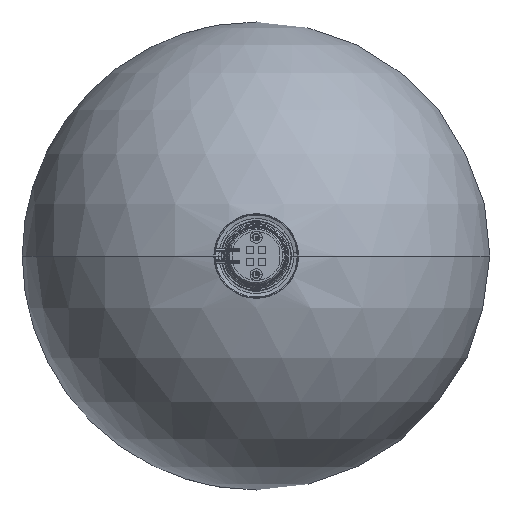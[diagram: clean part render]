
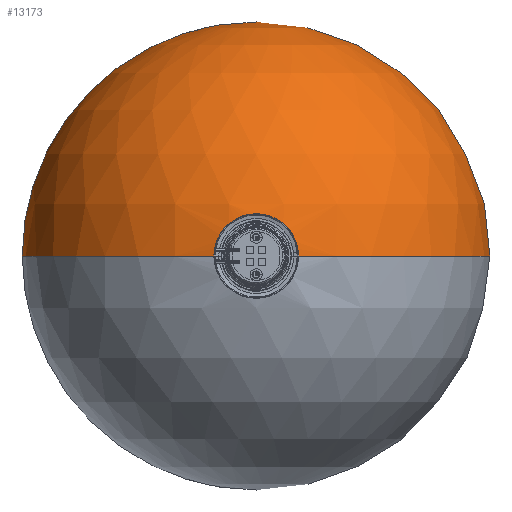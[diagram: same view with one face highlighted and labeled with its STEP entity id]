
A CAD part, front view. The second image highlights one B-rep face of the part: STEP entity #13173.
In plain terms, the highlighted spherical face has radius 100 mm.
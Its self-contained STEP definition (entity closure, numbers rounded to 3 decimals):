
#199 = CARTESIAN_POINT ( 'NONE',  ( 0., 0., 0. ) ) ;
#478 = AXIS2_PLACEMENT_3D ( 'NONE', #1098, #1264, #1211 ) ;
#578 = DIRECTION ( 'NONE',  ( 0., 0., -1. ) ) ;
#629 = DIRECTION ( 'NONE',  ( 0., 0., -1. ) ) ;
#653 = CIRCLE ( 'NONE', #14344, 13.636 ) ;
#686 = FACE_OUTER_BOUND ( 'NONE', #7348, .T. ) ;
#1098 = CARTESIAN_POINT ( 'NONE',  ( 0., -98.35, 0. ) ) ;
#1206 = CIRCLE ( 'NONE', #478, 18.09 ) ;
#1211 = DIRECTION ( 'NONE',  ( 0., 0., 1. ) ) ;
#1264 = DIRECTION ( 'NONE',  ( 0., 1., 0. ) ) ;
#1273 = CARTESIAN_POINT ( 'NONE',  ( 18.09, -98.35, 0. ) ) ;
#1422 = CIRCLE ( 'NONE', #1802, 13.636 ) ;
#1516 = CARTESIAN_POINT ( 'NONE',  ( 0., 99.066, 0. ) ) ;
#1802 = AXIS2_PLACEMENT_3D ( 'NONE', #1516, #5268, #5158 ) ;
#1954 = CARTESIAN_POINT ( 'NONE',  ( 13.636, 99.066, 0. ) ) ;
#2187 = EDGE_CURVE ( 'NONE', #6437, #7016, #14625, .T. ) ;
#2609 = AXIS2_PLACEMENT_3D ( 'NONE', #4570, #629, #13401 ) ;
#2842 = ORIENTED_EDGE ( 'NONE', *, *, #2187, .T. ) ;
#2924 = VERTEX_POINT ( 'NONE', #1273 ) ;
#3051 = SPHERICAL_SURFACE ( 'NONE', #2609, 100. ) ;
#3595 = EDGE_CURVE ( 'NONE', #8290, #12593, #1422, .T. ) ;
#4460 = DIRECTION ( 'NONE',  ( 0., -1., 0. ) ) ;
#4543 = DIRECTION ( 'NONE',  ( 0., 0., 1. ) ) ;
#4570 = CARTESIAN_POINT ( 'NONE',  ( 0., 0., 0. ) ) ;
#5124 = AXIS2_PLACEMENT_3D ( 'NONE', #199, #11389, #10178 ) ;
#5158 = DIRECTION ( 'NONE',  ( 0., 0., -1. ) ) ;
#5161 = CARTESIAN_POINT ( 'NONE',  ( -18.09, -98.35, 0. ) ) ;
#5268 = DIRECTION ( 'NONE',  ( 0., -1., 0. ) ) ;
#5439 = ORIENTED_EDGE ( 'NONE', *, *, #11442, .F. ) ;
#6099 = ORIENTED_EDGE ( 'NONE', *, *, #11560, .T. ) ;
#6431 = AXIS2_PLACEMENT_3D ( 'NONE', #8006, #10603, #11768 ) ;
#6437 = VERTEX_POINT ( 'NONE', #13639 ) ;
#7016 = VERTEX_POINT ( 'NONE', #5161 ) ;
#7348 = EDGE_LOOP ( 'NONE', ( #5439, #11057, #9153, #2842, #6099, #15705 ) ) ;
#7815 = CARTESIAN_POINT ( 'NONE',  ( 0., -98.35, 18.09 ) ) ;
#8006 = CARTESIAN_POINT ( 'NONE',  ( 0., -98.35, 0. ) ) ;
#8290 = VERTEX_POINT ( 'NONE', #1954 ) ;
#9153 = ORIENTED_EDGE ( 'NONE', *, *, #12166, .T. ) ;
#9333 = CIRCLE ( 'NONE', #5124, 100. ) ;
#9413 = DIRECTION ( 'NONE',  ( 1., 0., 0. ) ) ;
#10129 = VERTEX_POINT ( 'NONE', #7815 ) ;
#10178 = DIRECTION ( 'NONE',  ( -1., 0., 0. ) ) ;
#10603 = DIRECTION ( 'NONE',  ( 0., 1., 0. ) ) ;
#11057 = ORIENTED_EDGE ( 'NONE', *, *, #3595, .T. ) ;
#11389 = DIRECTION ( 'NONE',  ( 0., 0., -1. ) ) ;
#11442 = EDGE_CURVE ( 'NONE', #8290, #2924, #9333, .T. ) ;
#11560 = EDGE_CURVE ( 'NONE', #7016, #10129, #12891, .T. ) ;
#11768 = DIRECTION ( 'NONE',  ( 0., 0., 1. ) ) ;
#11950 = EDGE_CURVE ( 'NONE', #10129, #2924, #1206, .T. ) ;
#12021 = CARTESIAN_POINT ( 'NONE',  ( 0., 99.066, 0. ) ) ;
#12166 = EDGE_CURVE ( 'NONE', #12593, #6437, #653, .T. ) ;
#12236 = AXIS2_PLACEMENT_3D ( 'NONE', #15740, #4543, #9413 ) ;
#12593 = VERTEX_POINT ( 'NONE', #14370 ) ;
#12891 = CIRCLE ( 'NONE', #6431, 18.09 ) ;
#13173 = ADVANCED_FACE ( 'NONE', ( #686 ), #3051, .T. ) ;
#13401 = DIRECTION ( 'NONE',  ( -1., 0., 0. ) ) ;
#13639 = CARTESIAN_POINT ( 'NONE',  ( -13.636, 99.066, 0. ) ) ;
#14344 = AXIS2_PLACEMENT_3D ( 'NONE', #12021, #4460, #578 ) ;
#14370 = CARTESIAN_POINT ( 'NONE',  ( 0., 99.066, 13.636 ) ) ;
#14625 = CIRCLE ( 'NONE', #12236, 100. ) ;
#15705 = ORIENTED_EDGE ( 'NONE', *, *, #11950, .T. ) ;
#15740 = CARTESIAN_POINT ( 'NONE',  ( 0., 0., 0. ) ) ;
